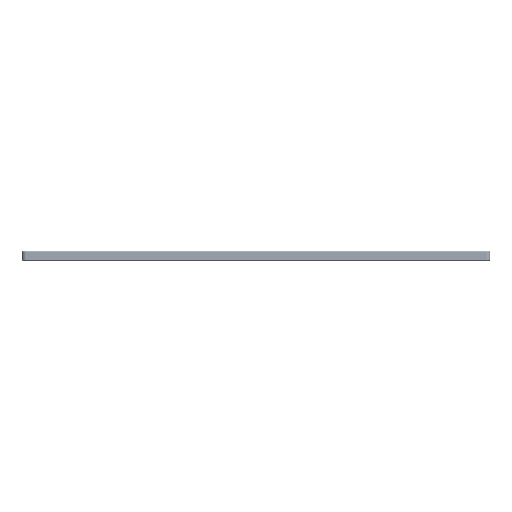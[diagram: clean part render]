
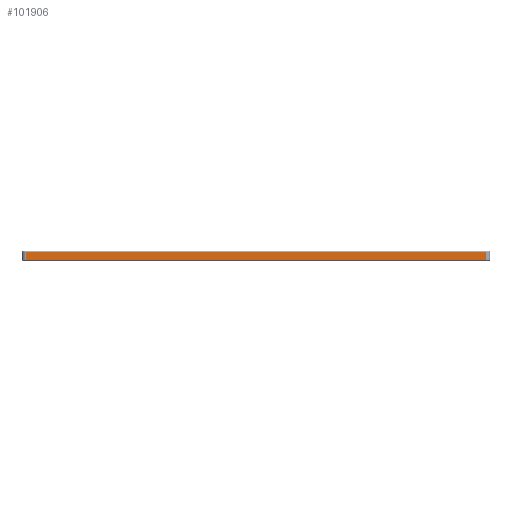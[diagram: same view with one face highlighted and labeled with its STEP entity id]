
A CAD part, left-side view. The second image highlights one B-rep face of the part: STEP entity #101906.
In plain terms, the highlighted planar face has unit normal (-1, 0, 0).
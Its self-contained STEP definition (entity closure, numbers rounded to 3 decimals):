
#906 = DIRECTION ( 'NONE',  ( -1., 0., 0. ) ) ;
#1063 = VECTOR ( 'NONE', #65563, 1000. ) ;
#5654 = VECTOR ( 'NONE', #28338, 1000. ) ;
#6275 = CARTESIAN_POINT ( 'NONE',  ( 0., 5., -13. ) ) ;
#6528 = VERTEX_POINT ( 'NONE', #14809 ) ;
#13484 = EDGE_CURVE ( 'NONE', #28418, #44021, #18062, .T. ) ;
#14447 = ORIENTED_EDGE ( 'NONE', *, *, #83007, .T. ) ;
#14809 = CARTESIAN_POINT ( 'NONE',  ( 0., 5., -11. ) ) ;
#18062 = LINE ( 'NONE', #55959, #63501 ) ;
#19543 = CARTESIAN_POINT ( 'NONE',  ( 0., 595., -11. ) ) ;
#21219 = CARTESIAN_POINT ( 'NONE',  ( 0., 595., -13. ) ) ;
#27438 = EDGE_LOOP ( 'NONE', ( #14447, #67283, #79526, #42311 ) ) ;
#28338 = DIRECTION ( 'NONE',  ( 0., 0., 1. ) ) ;
#28418 = VERTEX_POINT ( 'NONE', #30000 ) ;
#30000 = CARTESIAN_POINT ( 'NONE',  ( 0., 5., -2. ) ) ;
#34381 = LINE ( 'NONE', #21219, #71281 ) ;
#40080 = EDGE_CURVE ( 'NONE', #6528, #28418, #89268, .T. ) ;
#42311 = ORIENTED_EDGE ( 'NONE', *, *, #13484, .T. ) ;
#44021 = VERTEX_POINT ( 'NONE', #90360 ) ;
#47647 = CARTESIAN_POINT ( 'NONE',  ( 0., 0., -13. ) ) ;
#49095 = VERTEX_POINT ( 'NONE', #19543 ) ;
#52833 = DIRECTION ( 'NONE',  ( 0., 0., -1. ) ) ;
#55959 = CARTESIAN_POINT ( 'NONE',  ( 0., 595., -2. ) ) ;
#57658 = CARTESIAN_POINT ( 'NONE',  ( 0., 0., -11. ) ) ;
#60218 = FACE_OUTER_BOUND ( 'NONE', #27438, .T. ) ;
#63501 = VECTOR ( 'NONE', #63531, 1000. ) ;
#63531 = DIRECTION ( 'NONE',  ( 0., 1., 0. ) ) ;
#65563 = DIRECTION ( 'NONE',  ( 0., -1., 0. ) ) ;
#67283 = ORIENTED_EDGE ( 'NONE', *, *, #88697, .T. ) ;
#70696 = DIRECTION ( 'NONE',  ( 0., 0., 1. ) ) ;
#71281 = VECTOR ( 'NONE', #52833, 1000. ) ;
#72297 = AXIS2_PLACEMENT_3D ( 'NONE', #47647, #906, #70696 ) ;
#78290 = PLANE ( 'NONE',  #72297 ) ;
#79526 = ORIENTED_EDGE ( 'NONE', *, *, #40080, .T. ) ;
#83007 = EDGE_CURVE ( 'NONE', #44021, #49095, #34381, .T. ) ;
#88697 = EDGE_CURVE ( 'NONE', #49095, #6528, #93241, .T. ) ;
#89268 = LINE ( 'NONE', #6275, #5654 ) ;
#90360 = CARTESIAN_POINT ( 'NONE',  ( 0., 595., -2. ) ) ;
#93241 = LINE ( 'NONE', #57658, #1063 ) ;
#101906 = ADVANCED_FACE ( 'NONE', ( #60218 ), #78290, .T. ) ;
